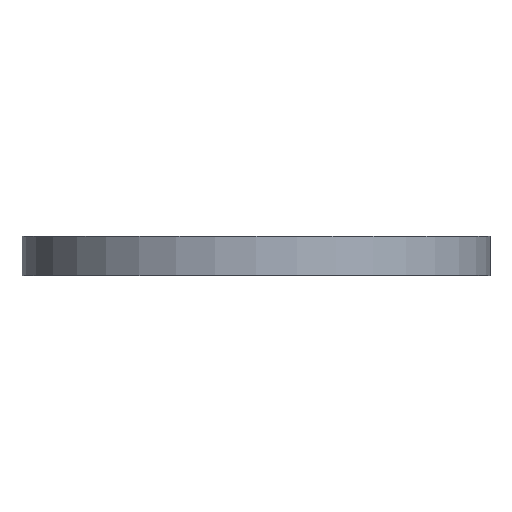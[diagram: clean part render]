
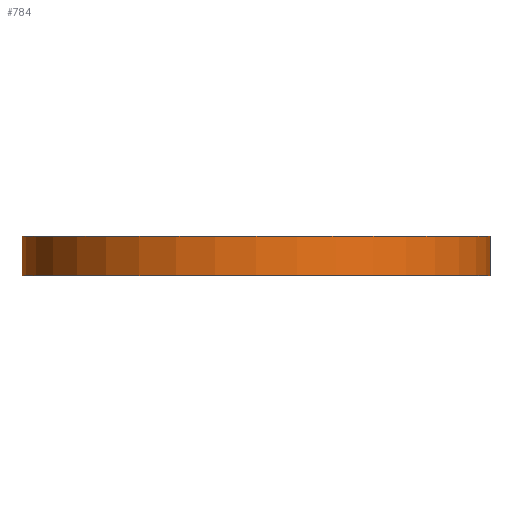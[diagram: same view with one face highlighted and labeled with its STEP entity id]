
A CAD part, front view. The second image highlights one B-rep face of the part: STEP entity #784.
In plain terms, the highlighted cylindrical face has radius 38.1 mm (diameter 76.2 mm), a partial arc.
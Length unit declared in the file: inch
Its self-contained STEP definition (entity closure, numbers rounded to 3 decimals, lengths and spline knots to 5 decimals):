
#46 = ORIENTED_EDGE ( 'NONE', *, *, #388, .T. ) ;
#119 = EDGE_CURVE ( 'NONE', #911, #900, #323, .T. ) ;
#121 = CARTESIAN_POINT ( 'NONE',  ( 0., 0., 0.25 ) ) ;
#124 = ORIENTED_EDGE ( 'NONE', *, *, #584, .F. ) ;
#139 = CARTESIAN_POINT ( 'NONE',  ( 0., 0., 0.25 ) ) ;
#149 = ORIENTED_EDGE ( 'NONE', *, *, #617, .F. ) ;
#159 = VECTOR ( 'NONE', #269, 39.37008 ) ;
#226 = CARTESIAN_POINT ( 'NONE',  ( 1.5, 0., 0.25 ) ) ;
#229 = CARTESIAN_POINT ( 'NONE',  ( -1.5, 0., 0. ) ) ;
#259 = VERTEX_POINT ( 'NONE', #790 ) ;
#269 = DIRECTION ( 'NONE',  ( 0., 0., -1. ) ) ;
#270 = EDGE_LOOP ( 'NONE', ( #149, #124, #644, #46 ) ) ;
#297 = VECTOR ( 'NONE', #657, 39.37008 ) ;
#323 = LINE ( 'NONE', #684, #159 ) ;
#343 = CIRCLE ( 'NONE', #504, 1.5 ) ;
#377 = CARTESIAN_POINT ( 'NONE',  ( -1.5, 0., 0.25 ) ) ;
#378 = DIRECTION ( 'NONE',  ( 0., 0., 1. ) ) ;
#388 = EDGE_CURVE ( 'NONE', #900, #259, #811, .T. ) ;
#438 = AXIS2_PLACEMENT_3D ( 'NONE', #121, #778, #610 ) ;
#478 = VERTEX_POINT ( 'NONE', #546 ) ;
#488 = DIRECTION ( 'NONE',  ( 1., 0., 0. ) ) ;
#494 = LINE ( 'NONE', #226, #297 ) ;
#500 = DIRECTION ( 'NONE',  ( 1., 0., 0. ) ) ;
#504 = AXIS2_PLACEMENT_3D ( 'NONE', #139, #378, #488 ) ;
#541 = FACE_OUTER_BOUND ( 'NONE', #270, .T. ) ;
#546 = CARTESIAN_POINT ( 'NONE',  ( 1.5, 0., 0.25 ) ) ;
#555 = CARTESIAN_POINT ( 'NONE',  ( 0., 0., 0. ) ) ;
#584 = EDGE_CURVE ( 'NONE', #911, #478, #343, .T. ) ;
#610 = DIRECTION ( 'NONE',  ( -1., 0., 0. ) ) ;
#617 = EDGE_CURVE ( 'NONE', #478, #259, #494, .T. ) ;
#644 = ORIENTED_EDGE ( 'NONE', *, *, #119, .T. ) ;
#657 = DIRECTION ( 'NONE',  ( 0., 0., -1. ) ) ;
#659 = AXIS2_PLACEMENT_3D ( 'NONE', #555, #905, #500 ) ;
#684 = CARTESIAN_POINT ( 'NONE',  ( -1.5, 0., 0.25 ) ) ;
#778 = DIRECTION ( 'NONE',  ( 0., 0., -1. ) ) ;
#784 = ADVANCED_FACE ( 'NONE', ( #541 ), #892, .T. ) ;
#790 = CARTESIAN_POINT ( 'NONE',  ( 1.5, 0., 0. ) ) ;
#811 = CIRCLE ( 'NONE', #659, 1.5 ) ;
#892 = CYLINDRICAL_SURFACE ( 'NONE', #438, 1.5 ) ;
#900 = VERTEX_POINT ( 'NONE', #229 ) ;
#905 = DIRECTION ( 'NONE',  ( 0., 0., 1. ) ) ;
#911 = VERTEX_POINT ( 'NONE', #377 ) ;
